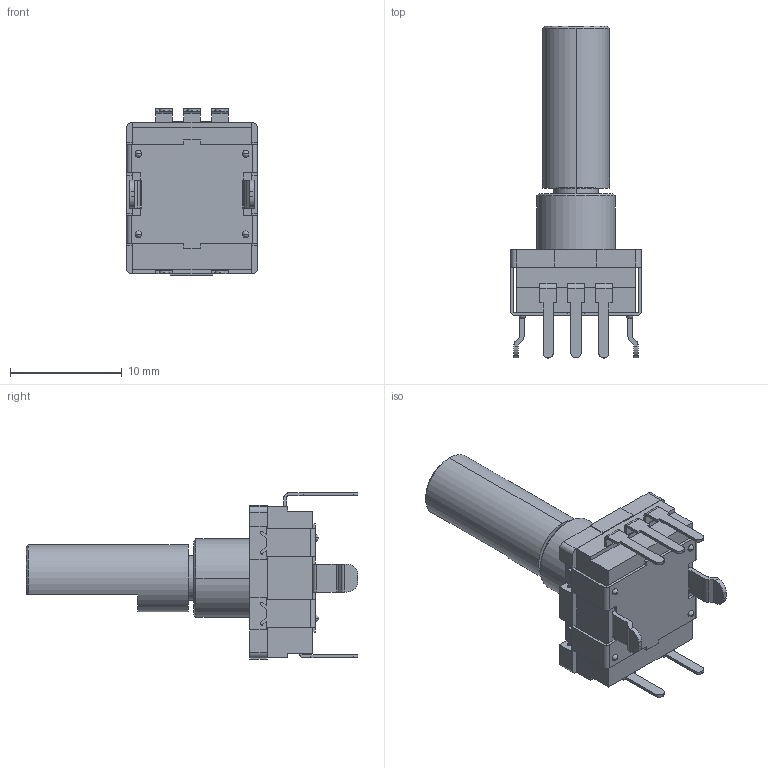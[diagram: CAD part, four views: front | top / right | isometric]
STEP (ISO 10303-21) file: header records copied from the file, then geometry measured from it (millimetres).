
FILE_DESCRIPTION((''),'2;1');
FILE_NAME('EN11-HSB1AF20_ASM','2015-04-07T',('jvassar'),(''),'CREO PARAMETRIC BY PTC INC, 2014350','CREO PARAMETRIC BY PTC INC, 2014350','');
FILE_SCHEMA(('CONFIG_CONTROL_DESIGN'));
Length unit declared in the file: millimetre
Products named in the file (4): BM-320; BM-321; BM-301-1; EN11-HSB1AF20_ASM
Assembly tree (3 placements, depth 2):
  EN11-HSB1AF20_ASM
    BM-320
    BM-321
    BM-301-1
Bounding box: 11.7 x 29.7 x 14.88 mm (x, y, z)
Volume: 1407 mm3; surface area: 1744.8 mm2
Topology: 3 solids, 3 shells, 252 faces, 733 edges, 484 vertices
Faces by surface type: plane 175, cylinder 66, sphere 8, cone 3
Entity records: 8358 total; most frequent: CARTESIAN_POINT 1472, ORIENTED_EDGE 1450, DIRECTION 1394, EDGE_CURVE 725, VECTOR 570, LINE 570, VERTEX_POINT 484, AXIS2_PLACEMENT_3D 412
